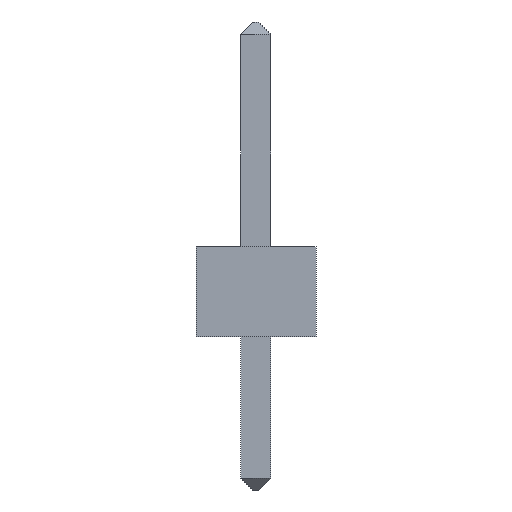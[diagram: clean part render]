
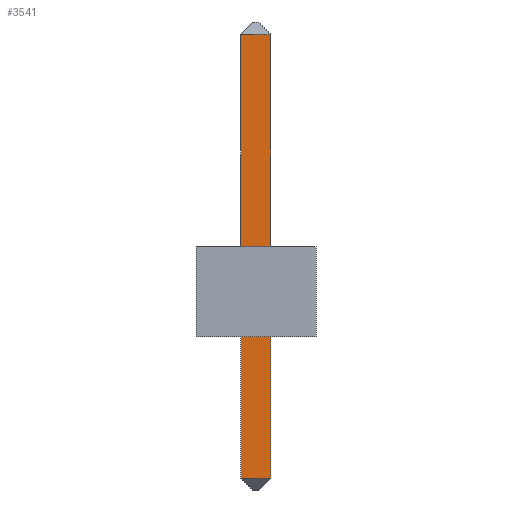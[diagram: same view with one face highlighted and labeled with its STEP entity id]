
A CAD part, left-side view. The second image highlights one B-rep face of the part: STEP entity #3541.
In plain terms, the highlighted planar face has unit normal (-1, 0, 0).
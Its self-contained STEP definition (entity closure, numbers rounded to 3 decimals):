
#3541 = ADVANCED_FACE('',(#3542),#3556,.F.);
#3542 = FACE_BOUND('',#3543,.F.);
#3543 = EDGE_LOOP('',(#3544,#3579,#3607,#3635));
#3544 = ORIENTED_EDGE('',*,*,#3545,.F.);
#3545 = EDGE_CURVE('',#3546,#3548,#3550,.T.);
#3546 = VERTEX_POINT('',#3547);
#3547 = CARTESIAN_POINT('',(-0.25,-0.25,-2.35));
#3548 = VERTEX_POINT('',#3549);
#3549 = CARTESIAN_POINT('',(-0.25,-0.25,5.05));
#3550 = SURFACE_CURVE('',#3551,(#3555,#3567),.PCURVE_S1.);
#3551 = LINE('',#3552,#3553);
#3552 = CARTESIAN_POINT('',(-0.25,-0.25,-2.55));
#3553 = VECTOR('',#3554,1.);
#3554 = DIRECTION('',(0.,0.,1.));
#3555 = PCURVE('',#3556,#3561);
#3556 = PLANE('',#3557);
#3557 = AXIS2_PLACEMENT_3D('',#3558,#3559,#3560);
#3558 = CARTESIAN_POINT('',(-0.25,-0.25,-2.55));
#3559 = DIRECTION('',(1.,0.,0.));
#3560 = DIRECTION('',(0.,0.,1.));
#3561 = DEFINITIONAL_REPRESENTATION('',(#3562),#3566);
#3562 = LINE('',#3563,#3564);
#3563 = CARTESIAN_POINT('',(0.,0.));
#3564 = VECTOR('',#3565,1.);
#3565 = DIRECTION('',(1.,0.));
#3566 = ( GEOMETRIC_REPRESENTATION_CONTEXT(2) 
PARAMETRIC_REPRESENTATION_CONTEXT() REPRESENTATION_CONTEXT('2D SPACE',''
  ) );
#3567 = PCURVE('',#3568,#3573);
#3568 = PLANE('',#3569);
#3569 = AXIS2_PLACEMENT_3D('',#3570,#3571,#3572);
#3570 = CARTESIAN_POINT('',(-0.25,-0.25,-2.55));
#3571 = DIRECTION('',(0.,1.,0.));
#3572 = DIRECTION('',(0.,0.,1.));
#3573 = DEFINITIONAL_REPRESENTATION('',(#3574),#3578);
#3574 = LINE('',#3575,#3576);
#3575 = CARTESIAN_POINT('',(0.,0.));
#3576 = VECTOR('',#3577,1.);
#3577 = DIRECTION('',(1.,0.));
#3578 = ( GEOMETRIC_REPRESENTATION_CONTEXT(2) 
PARAMETRIC_REPRESENTATION_CONTEXT() REPRESENTATION_CONTEXT('2D SPACE',''
  ) );
#3579 = ORIENTED_EDGE('',*,*,#3580,.T.);
#3580 = EDGE_CURVE('',#3546,#3581,#3583,.T.);
#3581 = VERTEX_POINT('',#3582);
#3582 = CARTESIAN_POINT('',(-0.25,0.25,-2.35));
#3583 = SURFACE_CURVE('',#3584,(#3588,#3595),.PCURVE_S1.);
#3584 = LINE('',#3585,#3586);
#3585 = CARTESIAN_POINT('',(-0.25,-0.25,-2.35));
#3586 = VECTOR('',#3587,1.);
#3587 = DIRECTION('',(0.,1.,0.));
#3588 = PCURVE('',#3556,#3589);
#3589 = DEFINITIONAL_REPRESENTATION('',(#3590),#3594);
#3590 = LINE('',#3591,#3592);
#3591 = CARTESIAN_POINT('',(0.2,0.));
#3592 = VECTOR('',#3593,1.);
#3593 = DIRECTION('',(0.,-1.));
#3594 = ( GEOMETRIC_REPRESENTATION_CONTEXT(2) 
PARAMETRIC_REPRESENTATION_CONTEXT() REPRESENTATION_CONTEXT('2D SPACE',''
  ) );
#3595 = PCURVE('',#3596,#3601);
#3596 = PLANE('',#3597);
#3597 = AXIS2_PLACEMENT_3D('',#3598,#3599,#3600);
#3598 = CARTESIAN_POINT('',(-0.15,-0.25,-2.45));
#3599 = DIRECTION('',(-0.707,0.,-0.707));
#3600 = DIRECTION('',(0.,1.,0.));
#3601 = DEFINITIONAL_REPRESENTATION('',(#3602),#3606);
#3602 = LINE('',#3603,#3604);
#3603 = CARTESIAN_POINT('',(0.,-0.141));
#3604 = VECTOR('',#3605,1.);
#3605 = DIRECTION('',(1.,0.));
#3606 = ( GEOMETRIC_REPRESENTATION_CONTEXT(2) 
PARAMETRIC_REPRESENTATION_CONTEXT() REPRESENTATION_CONTEXT('2D SPACE',''
  ) );
#3607 = ORIENTED_EDGE('',*,*,#3608,.T.);
#3608 = EDGE_CURVE('',#3581,#3609,#3611,.T.);
#3609 = VERTEX_POINT('',#3610);
#3610 = CARTESIAN_POINT('',(-0.25,0.25,5.05));
#3611 = SURFACE_CURVE('',#3612,(#3616,#3623),.PCURVE_S1.);
#3612 = LINE('',#3613,#3614);
#3613 = CARTESIAN_POINT('',(-0.25,0.25,-2.55));
#3614 = VECTOR('',#3615,1.);
#3615 = DIRECTION('',(0.,0.,1.));
#3616 = PCURVE('',#3556,#3617);
#3617 = DEFINITIONAL_REPRESENTATION('',(#3618),#3622);
#3618 = LINE('',#3619,#3620);
#3619 = CARTESIAN_POINT('',(0.,-0.5));
#3620 = VECTOR('',#3621,1.);
#3621 = DIRECTION('',(1.,0.));
#3622 = ( GEOMETRIC_REPRESENTATION_CONTEXT(2) 
PARAMETRIC_REPRESENTATION_CONTEXT() REPRESENTATION_CONTEXT('2D SPACE',''
  ) );
#3623 = PCURVE('',#3624,#3629);
#3624 = PLANE('',#3625);
#3625 = AXIS2_PLACEMENT_3D('',#3626,#3627,#3628);
#3626 = CARTESIAN_POINT('',(-0.25,0.25,-2.55));
#3627 = DIRECTION('',(0.,1.,0.));
#3628 = DIRECTION('',(0.,0.,1.));
#3629 = DEFINITIONAL_REPRESENTATION('',(#3630),#3634);
#3630 = LINE('',#3631,#3632);
#3631 = CARTESIAN_POINT('',(0.,0.));
#3632 = VECTOR('',#3633,1.);
#3633 = DIRECTION('',(1.,0.));
#3634 = ( GEOMETRIC_REPRESENTATION_CONTEXT(2) 
PARAMETRIC_REPRESENTATION_CONTEXT() REPRESENTATION_CONTEXT('2D SPACE',''
  ) );
#3635 = ORIENTED_EDGE('',*,*,#3636,.F.);
#3636 = EDGE_CURVE('',#3548,#3609,#3637,.T.);
#3637 = SURFACE_CURVE('',#3638,(#3642,#3649),.PCURVE_S1.);
#3638 = LINE('',#3639,#3640);
#3639 = CARTESIAN_POINT('',(-0.25,-0.25,5.05));
#3640 = VECTOR('',#3641,1.);
#3641 = DIRECTION('',(0.,1.,0.));
#3642 = PCURVE('',#3556,#3643);
#3643 = DEFINITIONAL_REPRESENTATION('',(#3644),#3648);
#3644 = LINE('',#3645,#3646);
#3645 = CARTESIAN_POINT('',(7.6,0.));
#3646 = VECTOR('',#3647,1.);
#3647 = DIRECTION('',(0.,-1.));
#3648 = ( GEOMETRIC_REPRESENTATION_CONTEXT(2) 
PARAMETRIC_REPRESENTATION_CONTEXT() REPRESENTATION_CONTEXT('2D SPACE',''
  ) );
#3649 = PCURVE('',#3650,#3655);
#3650 = PLANE('',#3651);
#3651 = AXIS2_PLACEMENT_3D('',#3652,#3653,#3654);
#3652 = CARTESIAN_POINT('',(-0.15,-0.25,5.15));
#3653 = DIRECTION('',(0.707,0.,-0.707)
  );
#3654 = DIRECTION('',(0.,1.,0.));
#3655 = DEFINITIONAL_REPRESENTATION('',(#3656),#3660);
#3656 = LINE('',#3657,#3658);
#3657 = CARTESIAN_POINT('',(0.,-0.141));
#3658 = VECTOR('',#3659,1.);
#3659 = DIRECTION('',(1.,0.));
#3660 = ( GEOMETRIC_REPRESENTATION_CONTEXT(2) 
PARAMETRIC_REPRESENTATION_CONTEXT() REPRESENTATION_CONTEXT('2D SPACE',''
  ) );
